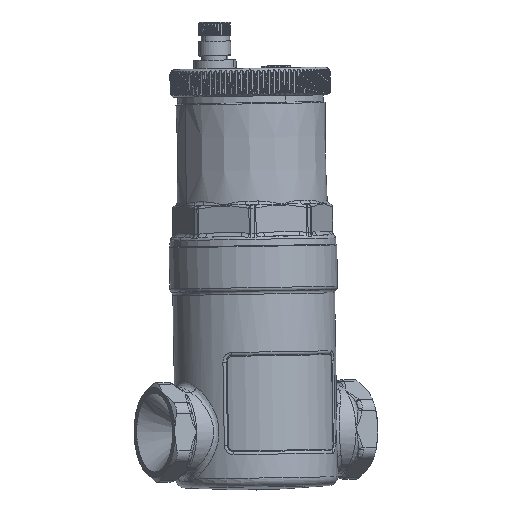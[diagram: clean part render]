
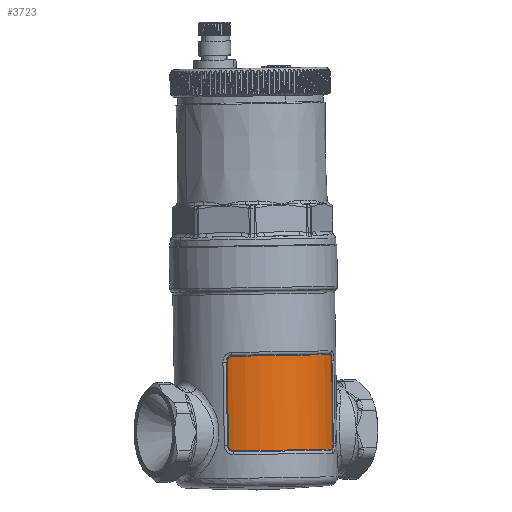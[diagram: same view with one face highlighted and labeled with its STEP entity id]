
A CAD part, left-side view. The second image highlights one B-rep face of the part: STEP entity #3723.
In plain terms, the highlighted cylindrical face has radius 27.25 mm (diameter 54.5 mm), a partial arc.
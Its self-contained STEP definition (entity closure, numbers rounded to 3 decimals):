
#3616=CARTESIAN_POINT('Axis2P3D Location',(0.,-69.613,-30.32)) ;
#3622=CARTESIAN_POINT('Control Point',(-7.372,-95.607,-15.645)) ;
#3623=CARTESIAN_POINT('Control Point',(-7.372,-95.603,-15.362)) ;
#3624=CARTESIAN_POINT('Control Point',(-7.422,-95.584,-15.086)) ;
#3625=CARTESIAN_POINT('Control Point',(-7.512,-95.554,-14.825)) ;
#3626=CARTESIAN_POINT('Control Point',(-7.687,-95.498,-14.486)) ;
#3627=CARTESIAN_POINT('Control Point',(-7.932,-95.42,-14.198)) ;
#3628=CARTESIAN_POINT('Control Point',(-8.006,-95.396,-14.121)) ;
#3629=CARTESIAN_POINT('Control Point',(-8.217,-95.327,-13.933)) ;
#3630=CARTESIAN_POINT('Control Point',(-8.465,-95.245,-13.789)) ;
#3631=CARTESIAN_POINT('Control Point',(-8.634,-95.189,-13.721)) ;
#3632=CARTESIAN_POINT('Control Point',(-8.817,-95.126,-13.684)) ;
#3633=CARTESIAN_POINT('Control Point',(-9.004,-95.06,-13.685)) ;
#3634=CARTESIAN_POINT('Vertex',(-9.004,-95.06,-13.685)) ;
#3636=CARTESIAN_POINT('Vertex',(-7.372,-95.607,-15.645)) ;
#3639=CARTESIAN_POINT('Axis2P3D Location',(0.,-69.344,-14.111)) ;
#3643=CARTESIAN_POINT('Vertex',(-26.086,-61.467,-14.242)) ;
#3647=CARTESIAN_POINT('Control Point',(-26.086,-61.467,-14.242)) ;
#3648=CARTESIAN_POINT('Control Point',(-26.032,-61.287,-14.245)) ;
#3649=CARTESIAN_POINT('Control Point',(-25.977,-61.112,-14.282)) ;
#3650=CARTESIAN_POINT('Control Point',(-25.925,-60.951,-14.348)) ;
#3651=CARTESIAN_POINT('Control Point',(-25.836,-60.682,-14.503)) ;
#3652=CARTESIAN_POINT('Control Point',(-25.759,-60.461,-14.711)) ;
#3653=CARTESIAN_POINT('Control Point',(-25.726,-60.369,-14.813)) ;
#3654=CARTESIAN_POINT('Control Point',(-25.643,-60.138,-15.122)) ;
#3655=CARTESIAN_POINT('Control Point',(-25.583,-59.981,-15.479)) ;
#3656=CARTESIAN_POINT('Control Point',(-25.556,-59.911,-15.722)) ;
#3657=CARTESIAN_POINT('Control Point',(-25.54,-59.874,-15.977)) ;
#3658=CARTESIAN_POINT('Control Point',(-25.54,-59.878,-16.237)) ;
#3659=CARTESIAN_POINT('Vertex',(-25.54,-59.878,-16.237)) ;
#3662=CARTESIAN_POINT('Line Origine',(-25.54,-60.114,-30.478)) ;
#3666=CARTESIAN_POINT('Vertex',(-25.54,-60.351,-44.719)) ;
#3670=CARTESIAN_POINT('Control Point',(-25.54,-60.351,-44.719)) ;
#3671=CARTESIAN_POINT('Control Point',(-25.54,-60.355,-45.001)) ;
#3672=CARTESIAN_POINT('Control Point',(-25.559,-60.409,-45.276)) ;
#3673=CARTESIAN_POINT('Control Point',(-25.591,-60.5,-45.536)) ;
#3674=CARTESIAN_POINT('Control Point',(-25.653,-60.677,-45.873)) ;
#3675=CARTESIAN_POINT('Control Point',(-25.738,-60.923,-46.159)) ;
#3676=CARTESIAN_POINT('Control Point',(-25.764,-60.998,-46.235)) ;
#3677=CARTESIAN_POINT('Control Point',(-25.835,-61.21,-46.42)) ;
#3678=CARTESIAN_POINT('Control Point',(-25.917,-61.46,-46.561)) ;
#3679=CARTESIAN_POINT('Control Point',(-25.971,-61.63,-46.628)) ;
#3680=CARTESIAN_POINT('Control Point',(-26.029,-61.815,-46.663)) ;
#3681=CARTESIAN_POINT('Control Point',(-26.086,-62.004,-46.66)) ;
#3682=CARTESIAN_POINT('Vertex',(-26.086,-62.004,-46.66)) ;
#3685=CARTESIAN_POINT('Axis2P3D Location',(0.,-69.882,-46.529)) ;
#3689=CARTESIAN_POINT('Vertex',(-9.004,-95.598,-46.103)) ;
#3693=CARTESIAN_POINT('Control Point',(-9.004,-95.598,-46.103)) ;
#3694=CARTESIAN_POINT('Control Point',(-8.826,-95.66,-46.102)) ;
#3695=CARTESIAN_POINT('Control Point',(-8.652,-95.719,-46.066)) ;
#3696=CARTESIAN_POINT('Control Point',(-8.491,-95.771,-46.002)) ;
#3697=CARTESIAN_POINT('Control Point',(-8.219,-95.856,-45.85)) ;
#3698=CARTESIAN_POINT('Control Point',(-7.992,-95.923,-45.645)) ;
#3699=CARTESIAN_POINT('Control Point',(-7.897,-95.95,-45.544)) ;
#3700=CARTESIAN_POINT('Control Point',(-7.658,-96.017,-45.237)) ;
#3701=CARTESIAN_POINT('Control Point',(-7.491,-96.059,-44.883)) ;
#3702=CARTESIAN_POINT('Control Point',(-7.414,-96.076,-44.64)) ;
#3703=CARTESIAN_POINT('Control Point',(-7.372,-96.084,-44.386)) ;
#3704=CARTESIAN_POINT('Control Point',(-7.372,-96.08,-44.126)) ;
#3705=CARTESIAN_POINT('Vertex',(-7.372,-96.08,-44.126)) ;
#3708=CARTESIAN_POINT('Line Origine',(-7.372,-95.843,-29.885)) ;
#3617=DIRECTION('Axis2P3D Direction',(0.,-0.017,-1.)) ;
#3618=DIRECTION('Axis2P3D XDirection',(0.03,0.999,-0.017)) ;
#3640=DIRECTION('Axis2P3D Direction',(0.,-0.017,-1.)) ;
#3663=DIRECTION('Vector Direction',(0.,-0.017,-1.)) ;
#3686=DIRECTION('Axis2P3D Direction',(0.,-0.017,-1.)) ;
#3709=DIRECTION('Vector Direction',(0.,-0.017,-1.)) ;
#3619=AXIS2_PLACEMENT_3D('Cylinder Axis2P3D',#3616,#3617,#3618) ;
#3641=AXIS2_PLACEMENT_3D('Circle Axis2P3D',#3639,#3640,$) ;
#3687=AXIS2_PLACEMENT_3D('Circle Axis2P3D',#3685,#3686,$) ;
#3714=ORIENTED_EDGE('',*,*,#3638,.F.) ;
#3715=ORIENTED_EDGE('',*,*,#3645,.F.) ;
#3716=ORIENTED_EDGE('',*,*,#3661,.F.) ;
#3717=ORIENTED_EDGE('',*,*,#3668,.F.) ;
#3718=ORIENTED_EDGE('',*,*,#3684,.F.) ;
#3719=ORIENTED_EDGE('',*,*,#3691,.F.) ;
#3720=ORIENTED_EDGE('',*,*,#3707,.F.) ;
#3721=ORIENTED_EDGE('',*,*,#3712,.F.) ;
#3664=VECTOR('Line Direction',#3663,1.) ;
#3710=VECTOR('Line Direction',#3709,1.) ;
#3723=ADVANCED_FACE('PartBody',(#3722),#3620,.T.) ;
#3621=B_SPLINE_CURVE_WITH_KNOTS('',5,(#3622,#3623,#3624,#3625,#3626,#3627,#3628,#3629,#3630,#3631,#3632,#3633),.UNSPECIFIED.,.F.,.U.,(6,3,3,6),(6.426,8.467,9.268,10.57),.UNSPECIFIED.) ;
#3646=B_SPLINE_CURVE_WITH_KNOTS('',5,(#3647,#3648,#3649,#3650,#3651,#3652,#3653,#3654,#3655,#3656,#3657,#3658),.UNSPECIFIED.,.F.,.U.,(6,3,3,6),(6.705,7.941,8.973,10.849),.UNSPECIFIED.) ;
#3669=B_SPLINE_CURVE_WITH_KNOTS('',5,(#3670,#3671,#3672,#3673,#3674,#3675,#3676,#3677,#3678,#3679,#3680,#3681),.UNSPECIFIED.,.F.,.U.,(6,3,3,6),(6.426,8.467,9.268,10.57),.UNSPECIFIED.) ;
#3692=B_SPLINE_CURVE_WITH_KNOTS('',5,(#3693,#3694,#3695,#3696,#3697,#3698,#3699,#3700,#3701,#3702,#3703,#3704),.UNSPECIFIED.,.F.,.U.,(6,3,3,6),(6.705,7.941,8.973,10.849),.UNSPECIFIED.) ;
#3642=CIRCLE('generated circle',#3641,27.25) ;
#3688=CIRCLE('generated circle',#3687,27.25) ;
#3620=CYLINDRICAL_SURFACE('generated cylinder',#3619,27.25) ;
#3638=EDGE_CURVE('',#3635,#3637,#3621,.F.) ;
#3645=EDGE_CURVE('',#3644,#3635,#3642,.F.) ;
#3661=EDGE_CURVE('',#3660,#3644,#3646,.F.) ;
#3668=EDGE_CURVE('',#3667,#3660,#3665,.F.) ;
#3684=EDGE_CURVE('',#3683,#3667,#3669,.F.) ;
#3691=EDGE_CURVE('',#3690,#3683,#3688,.T.) ;
#3707=EDGE_CURVE('',#3706,#3690,#3692,.F.) ;
#3712=EDGE_CURVE('',#3637,#3706,#3711,.T.) ;
#3713=EDGE_LOOP('',(#3714,#3715,#3716,#3717,#3718,#3719,#3720,#3721)) ;
#3722=FACE_OUTER_BOUND('',#3713,.T.) ;
#3665=LINE('Line',#3662,#3664) ;
#3711=LINE('Line',#3708,#3710) ;
#3635=VERTEX_POINT('',#3634) ;
#3637=VERTEX_POINT('',#3636) ;
#3644=VERTEX_POINT('',#3643) ;
#3660=VERTEX_POINT('',#3659) ;
#3667=VERTEX_POINT('',#3666) ;
#3683=VERTEX_POINT('',#3682) ;
#3690=VERTEX_POINT('',#3689) ;
#3706=VERTEX_POINT('',#3705) ;
